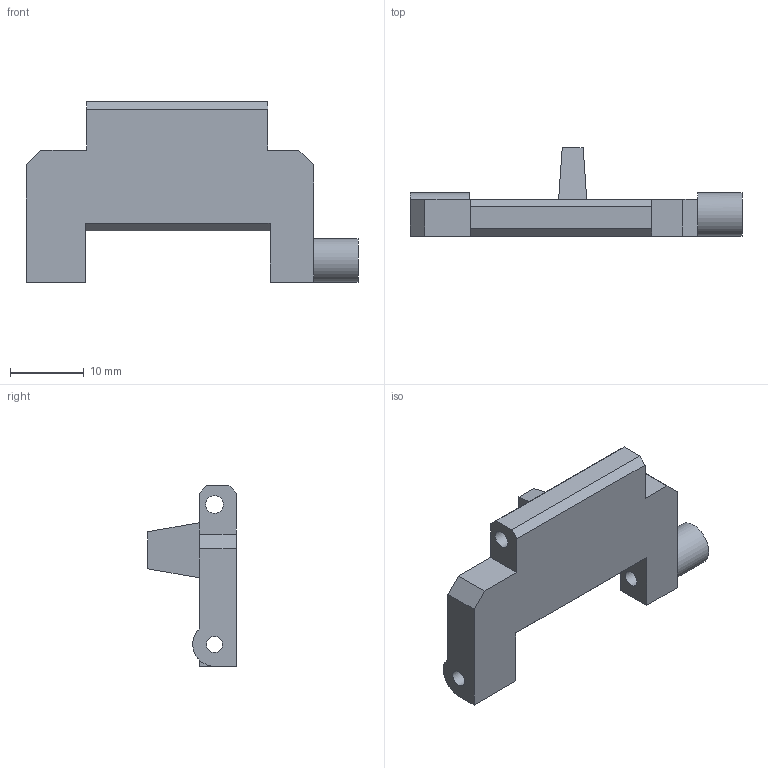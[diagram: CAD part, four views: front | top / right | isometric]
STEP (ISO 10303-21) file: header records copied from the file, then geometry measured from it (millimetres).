
FILE_DESCRIPTION(/* description */ (''),/* implementation_level */ '2;1');
FILE_NAME(/* name */ '',/* time_stamp */ '2025-08-30T01:13:06+08:00',/* author */ ('Piw'),/* organization */ (''),/* preprocessor_version */ 'ST-DEVELOPER v20',/* originating_system */ 'Autodesk Inventor 2025',/* authorisation */ '');
FILE_SCHEMA (('AUTOMOTIVE_DESIGN { 1 0 10303 214 3 1 1 }'));
Length unit declared in the file: millimetre
Products named in the file (1): 履带片
Bounding box: 44.9 x 12 x 24.41 mm (x, y, z)
Volume: 3441.4 mm3; surface area: 2514.5 mm2
Topology: 1 solids, 1 shells, 34 faces, 89 edges, 58 vertices
Faces by surface type: plane 29, cylinder 5
Full cylindrical faces by diameter (mm): 2.2 x2, 2.4 x1, 5.9 x1
Entity records: 1090 total; most frequent: CARTESIAN_POINT 182, ORIENTED_EDGE 178, DIRECTION 173, EDGE_CURVE 89, LINE 75, VECTOR 75, VERTEX_POINT 58, AXIS2_PLACEMENT_3D 49
